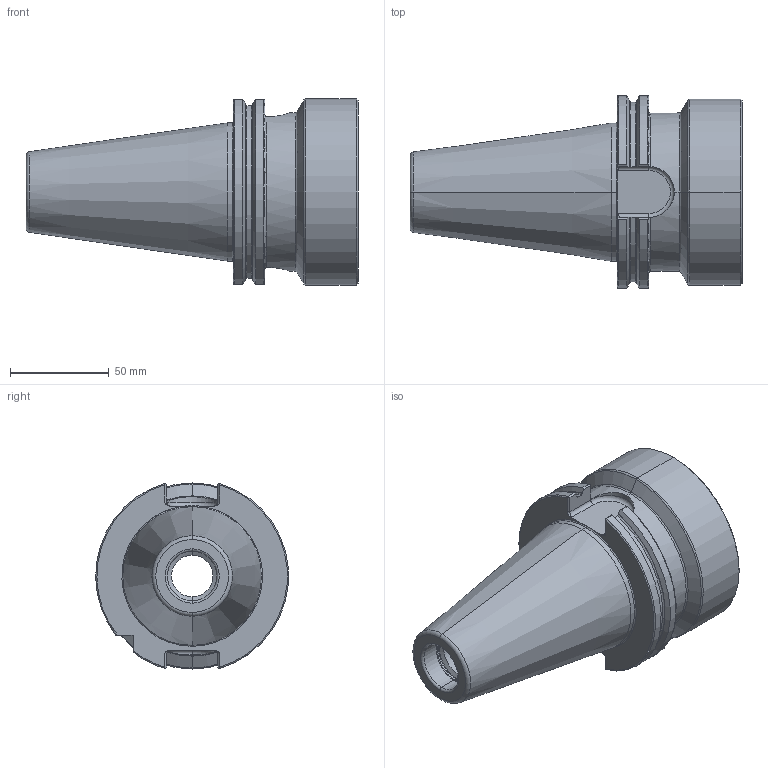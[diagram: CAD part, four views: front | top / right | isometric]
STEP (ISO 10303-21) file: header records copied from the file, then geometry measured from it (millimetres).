
FILE_DESCRIPTION (( 'STEP AP203' ), '1' );
FILE_NAME ('100.515.941C.STEP', '2018-03-12T12:55:06', ( 'SWIAdmin' ), ( 'Hewlett-Packard Company' ), 'SwSTEP 2.0', 'SolidWorks 2017', '' );
FILE_SCHEMA (( 'CONFIG_CONTROL_DESIGN' ));
Length unit declared in the file: millimetre
Products named in the file (1): 100.515.941C
Bounding box: 167.7 x 97.28 x 94 mm (x, y, z)
Volume: 445627.1 mm3; surface area: 69998.4 mm2
Topology: 1 solids, 1 shells, 133 faces, 331 edges, 202 vertices
Faces by surface type: cylinder 38, torus 35, plane 34, cone 26
Entity records: 4281 total; most frequent: CARTESIAN_POINT 1069, DIRECTION 674, ORIENTED_EDGE 662, EDGE_CURVE 331, AXIS2_PLACEMENT_3D 275, VERTEX_POINT 202, CIRCLE 141, EDGE_LOOP 137
